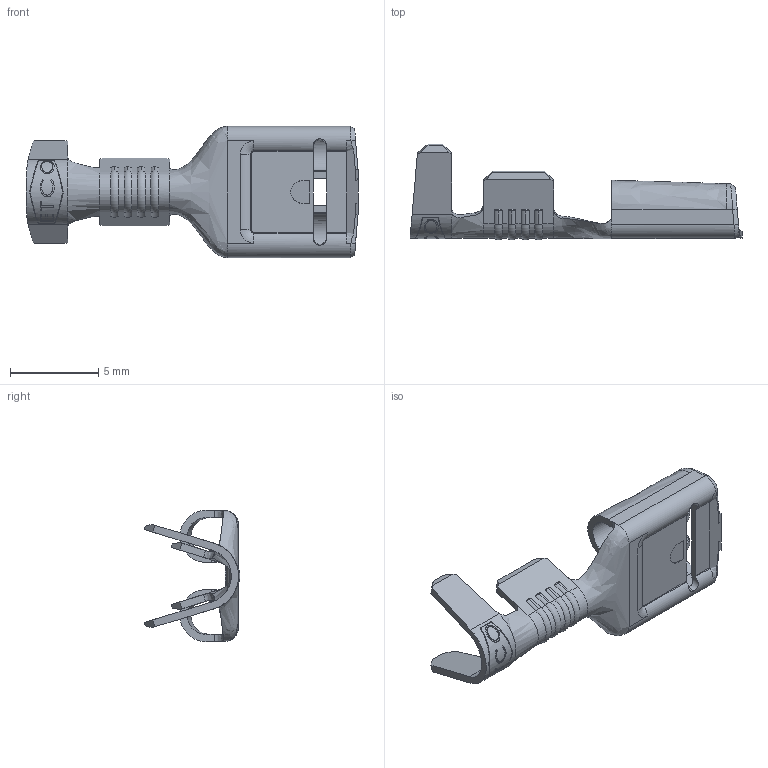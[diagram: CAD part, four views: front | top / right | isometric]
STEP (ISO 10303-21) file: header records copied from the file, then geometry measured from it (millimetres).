
FILE_DESCRIPTION (( 'STEP AP203' ), '1' );
FILE_NAME ('07727.STEP', '2015-01-28T18:31:57', ( '' ), ( '' ), 'SwSTEP 2.0', 'SolidWorks 2014', '' );
FILE_SCHEMA (( 'CONFIG_CONTROL_DESIGN' ));
Length unit declared in the file: inch
Products named in the file (1): 07727
Bounding box: 18.8 x 5.41 x 7.43 mm (x, y, z)
Volume: 84.5 mm3; surface area: 468.2 mm2
Topology: 1 solids, 1 shells, 325 faces, 929 edges, 612 vertices
Faces by surface type: plane 138, bspline 75, cylinder 70, torus 28, cone 14
Entity records: 14507 total; most frequent: CARTESIAN_POINT 6542, ORIENTED_EDGE 1858, DIRECTION 1360, EDGE_CURVE 929, VERTEX_POINT 612, AXIS2_PLACEMENT_3D 467, VECTOR 426, LINE 426
